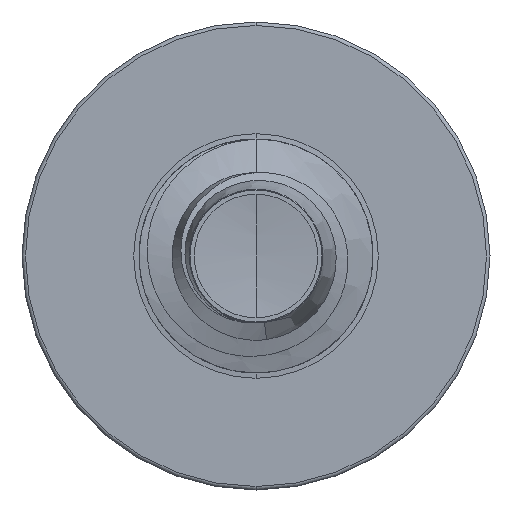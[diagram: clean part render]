
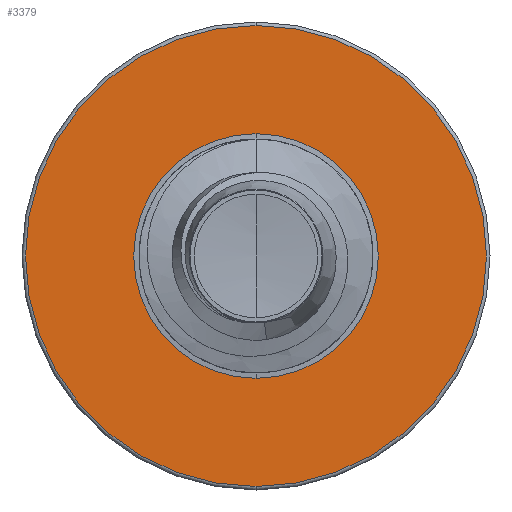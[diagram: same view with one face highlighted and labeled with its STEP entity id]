
A CAD part, front view. The second image highlights one B-rep face of the part: STEP entity #3379.
In plain terms, the highlighted planar face has unit normal (0, -1, 0).
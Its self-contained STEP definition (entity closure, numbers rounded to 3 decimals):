
#330 = VERTEX_POINT ( 'NONE', #9644 ) ;
#610 = CARTESIAN_POINT ( 'NONE',  ( 0., 6., 0. ) ) ;
#1099 = EDGE_CURVE ( 'NONE', #14606, #3395, #16094, .T. ) ;
#1351 = DIRECTION ( 'NONE',  ( 0., 1., 0. ) ) ;
#1550 = ORIENTED_EDGE ( 'NONE', *, *, #16980, .F. ) ;
#1989 = DIRECTION ( 'NONE',  ( 0., 0., 1. ) ) ;
#2023 = FACE_OUTER_BOUND ( 'NONE', #15476, .T. ) ;
#2323 = PLANE ( 'NONE',  #11098 ) ;
#2494 = EDGE_CURVE ( 'NONE', #330, #11856, #7785, .T. ) ;
#2997 = AXIS2_PLACEMENT_3D ( 'NONE', #7455, #16958, #8795 ) ;
#3379 = ADVANCED_FACE ( 'NONE', ( #2023, #5657 ), #2323, .F. ) ;
#3395 = VERTEX_POINT ( 'NONE', #9203 ) ;
#3749 = CARTESIAN_POINT ( 'NONE',  ( 0., 6., -1.15 ) ) ;
#5127 = DIRECTION ( 'NONE',  ( 0., 0., 1. ) ) ;
#5657 = FACE_BOUND ( 'NONE', #8644, .T. ) ;
#6355 = AXIS2_PLACEMENT_3D ( 'NONE', #9488, #1351, #10856 ) ;
#6818 = CARTESIAN_POINT ( 'NONE',  ( 0., 6., 1.15 ) ) ;
#6900 = AXIS2_PLACEMENT_3D ( 'NONE', #7924, #17449, #9268 ) ;
#7199 = ORIENTED_EDGE ( 'NONE', *, *, #2494, .T. ) ;
#7455 = CARTESIAN_POINT ( 'NONE',  ( 0., 6., 0. ) ) ;
#7785 = CIRCLE ( 'NONE', #6900, 1.15 ) ;
#7924 = CARTESIAN_POINT ( 'NONE',  ( 0., 6., 0. ) ) ;
#8088 = ORIENTED_EDGE ( 'NONE', *, *, #14578, .T. ) ;
#8644 = EDGE_LOOP ( 'NONE', ( #8088, #7199 ) ) ;
#8795 = DIRECTION ( 'NONE',  ( 0., 0., 1. ) ) ;
#9203 = CARTESIAN_POINT ( 'NONE',  ( 0., 6., -2.167 ) ) ;
#9268 = DIRECTION ( 'NONE',  ( 0., 0., 1. ) ) ;
#9488 = CARTESIAN_POINT ( 'NONE',  ( 0., 6., 0. ) ) ;
#9644 = CARTESIAN_POINT ( 'NONE',  ( 0., 6., -1.15 ) ) ;
#10136 = DIRECTION ( 'NONE',  ( 0., 1., 0. ) ) ;
#10856 = DIRECTION ( 'NONE',  ( 0., 0., 1. ) ) ;
#11098 = AXIS2_PLACEMENT_3D ( 'NONE', #3749, #13247, #5127 ) ;
#11856 = VERTEX_POINT ( 'NONE', #6818 ) ;
#13210 = CIRCLE ( 'NONE', #2997, 1.15 ) ;
#13247 = DIRECTION ( 'NONE',  ( 0., 1., 0. ) ) ;
#13799 = CIRCLE ( 'NONE', #14378, 2.167 ) ;
#13959 = ORIENTED_EDGE ( 'NONE', *, *, #1099, .F. ) ;
#14378 = AXIS2_PLACEMENT_3D ( 'NONE', #610, #10136, #1989 ) ;
#14578 = EDGE_CURVE ( 'NONE', #11856, #330, #13210, .T. ) ;
#14606 = VERTEX_POINT ( 'NONE', #15587 ) ;
#15476 = EDGE_LOOP ( 'NONE', ( #13959, #1550 ) ) ;
#15587 = CARTESIAN_POINT ( 'NONE',  ( 0., 6., 2.167 ) ) ;
#16094 = CIRCLE ( 'NONE', #6355, 2.167 ) ;
#16958 = DIRECTION ( 'NONE',  ( 0., 1., 0. ) ) ;
#16980 = EDGE_CURVE ( 'NONE', #3395, #14606, #13799, .T. ) ;
#17449 = DIRECTION ( 'NONE',  ( 0., 1., 0. ) ) ;
